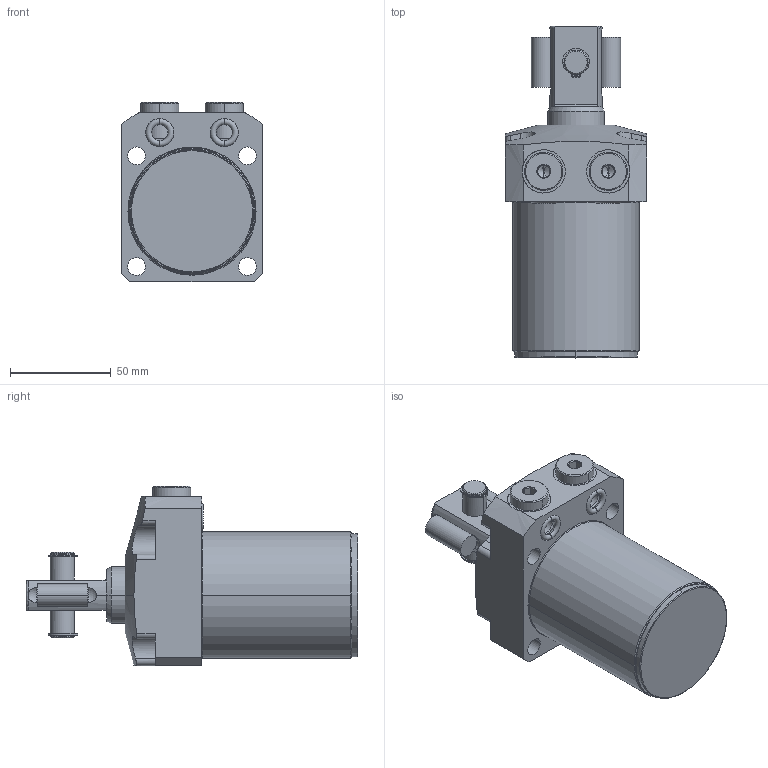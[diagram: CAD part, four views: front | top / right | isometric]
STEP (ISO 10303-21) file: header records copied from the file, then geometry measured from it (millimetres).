
FILE_DESCRIPTION((''),'2;1');
FILE_NAME('ILCML1405010R0','2015-03-25T',('maj'),(''),'PRO/ENGINEER BY PARAMETRIC TECHNOLOGY CORPORATION, 2013320','PRO/ENGINEER BY PARAMETRIC TECHNOLOGY CORPORATION, 2013320','');
FILE_SCHEMA(('AUTOMOTIVE_DESIGN { 1 0 10303 214 1 1 1 1 }'));
Length unit declared in the file: millimetre
Products named in the file (1): ILCML1405010R0
Bounding box: 70 x 164.75 x 89.05 mm (x, y, z)
Volume: 453985.2 mm3; surface area: 51384.3 mm2
Topology: 5 solids, 9 shells, 235 faces, 574 edges, 364 vertices
Faces by surface type: cylinder 102, plane 85, cone 30, torus 14, sphere 4
Entity records: 9150 total; most frequent: CARTESIAN_POINT 1668, DIRECTION 1246, ORIENTED_EDGE 1124, PRESENTATION_STYLE_ASSIGNMENT 579, STYLED_ITEM 579, CURVE_STYLE 570, EDGE_CURVE 570, AXIS2_PLACEMENT_3D 502
